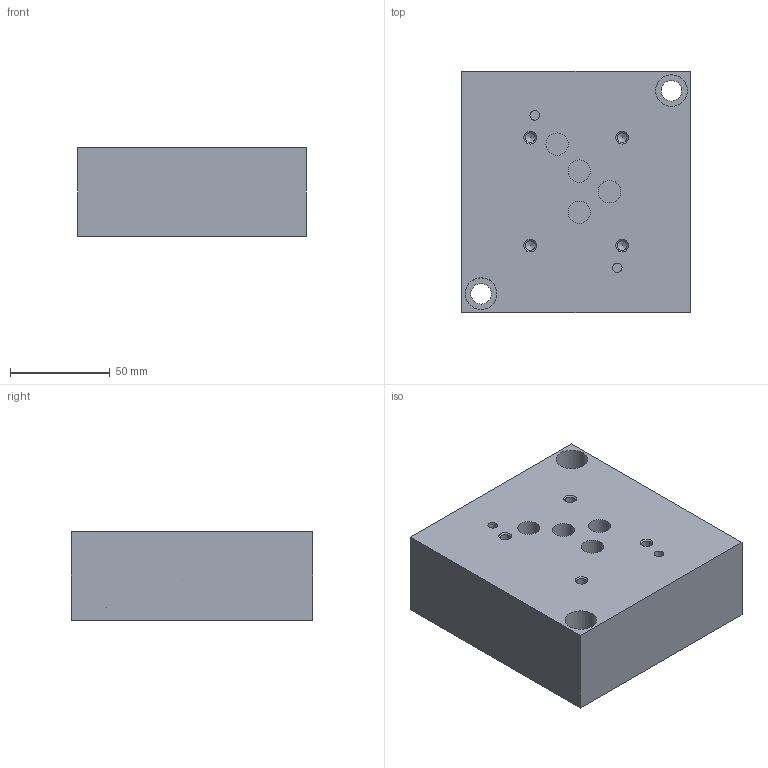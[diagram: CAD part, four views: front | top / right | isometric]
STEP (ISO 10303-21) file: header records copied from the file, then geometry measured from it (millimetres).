
FILE_DESCRIPTION( ( 'STEP AP214' ), ' ' );
FILE_NAME( 'AD05HSPB12S.stp', '2018-07-07T13:22:52', ( '' ), ( '' ), ' ', 'PARTsolutions', ' ' );
FILE_SCHEMA( ( 'AUTOMOTIVE_DESIGN { 1 0 10303 214 1 1 1 1 }' ) );
Length unit declared in the file: inch
Products named in the file (1): _AD05HSPB12S
Bounding box: 114.3 x 120.65 x 44.45 mm (x, y, z)
Volume: 542480.7 mm3; surface area: 62744.2 mm2
Topology: 1 solids, 1 shells, 252 faces, 622 edges, 408 vertices
Faces by surface type: plane 165, cylinder 67, cone 20
Full cylindrical faces by diameter (mm): 4.801 x2, 4.976 x4, 9.738 x2, 10.312 x2, 11.201 x4, 15.875 x2, 21.285 x2, 24.696 x4, 41.453 x1
Entity records: 9221 total; most frequent: CARTESIAN_POINT 1236, DIRECTION 1231, ORIENTED_EDGE 1150, EDGE_CURVE 575, LINE 425, VECTOR 425, VERTEX_POINT 408, AXIS2_PLACEMENT_3D 403
